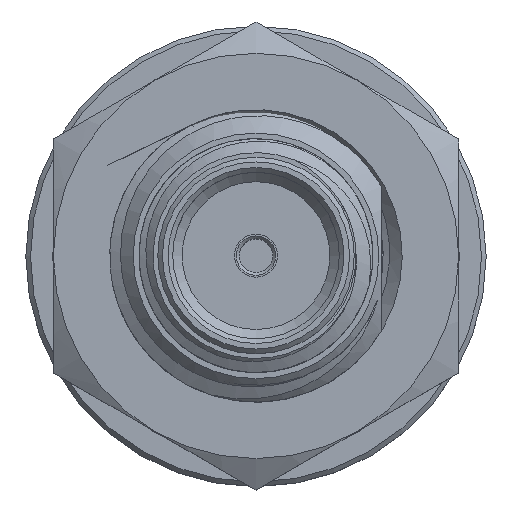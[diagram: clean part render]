
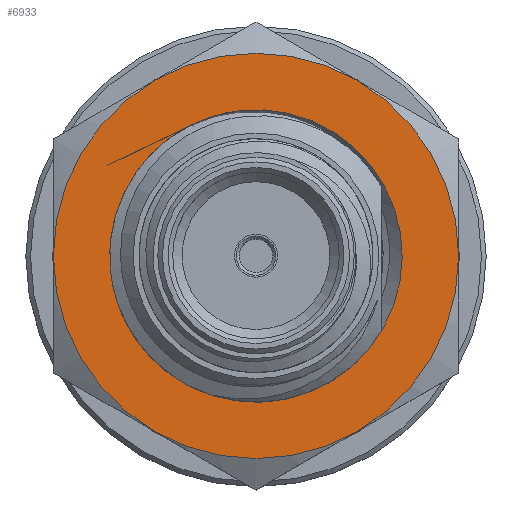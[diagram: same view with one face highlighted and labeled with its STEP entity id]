
A CAD part, top view. The second image highlights one B-rep face of the part: STEP entity #6933.
In plain terms, the highlighted planar face has unit normal (0, 0, 1).
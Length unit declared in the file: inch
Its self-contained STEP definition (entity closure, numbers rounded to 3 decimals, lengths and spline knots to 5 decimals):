
#491 = CARTESIAN_POINT ( 'NONE',  ( -0.0683, 0.14053, 0.074 ) ) ;
#726 = DIRECTION ( 'NONE',  ( 0., 0., 1. ) ) ;
#805 = ORIENTED_EDGE ( 'NONE', *, *, #2532, .T. ) ;
#863 = DIRECTION ( 'NONE',  ( 1., 0., 0. ) ) ;
#917 = CARTESIAN_POINT ( 'NONE',  ( -0.10827, -0.18753, 0.074 ) ) ;
#1635 = EDGE_CURVE ( 'NONE', #12387, #19984, #13786, .T. ) ;
#1814 = AXIS2_PLACEMENT_3D ( 'NONE', #6751, #13038, #13182 ) ;
#1881 = CARTESIAN_POINT ( 'NONE',  ( -0.069, 0.14019, 0.074 ) ) ;
#1902 = AXIS2_PLACEMENT_3D ( 'NONE', #11774, #15017, #18414 ) ;
#1962 = DIRECTION ( 'NONE',  ( 0.899, 0.437, 0. ) ) ;
#2132 = CIRCLE ( 'NONE', #3129, 0.21654 ) ;
#2297 = VERTEX_POINT ( 'NONE', #9660 ) ;
#2300 = DIRECTION ( 'NONE',  ( 0., 0., 1. ) ) ;
#2409 = CARTESIAN_POINT ( 'NONE',  ( -0.15824, 0.09682, 0.074 ) ) ;
#2456 = CARTESIAN_POINT ( 'NONE',  ( 0., 0., 0.074 ) ) ;
#2532 = EDGE_CURVE ( 'NONE', #19984, #12865, #8470, .T. ) ;
#2940 = ORIENTED_EDGE ( 'NONE', *, *, #18471, .T. ) ;
#3108 = CIRCLE ( 'NONE', #17808, 0.15625 ) ;
#3129 = AXIS2_PLACEMENT_3D ( 'NONE', #3704, #2300, #3920 ) ;
#3144 = ORIENTED_EDGE ( 'NONE', *, *, #13059, .F. ) ;
#3546 = EDGE_CURVE ( 'NONE', #10448, #20613, #12958, .T. ) ;
#3704 = CARTESIAN_POINT ( 'NONE',  ( 0., 0., 0.074 ) ) ;
#3920 = DIRECTION ( 'NONE',  ( 1., 0., 0. ) ) ;
#3996 = LINE ( 'NONE', #5480, #18875 ) ;
#4055 = DIRECTION ( 'NONE',  ( 0., 0., 1. ) ) ;
#4471 = DIRECTION ( 'NONE',  ( 0., 0., 1. ) ) ;
#4724 = CIRCLE ( 'NONE', #1814, 0.21654 ) ;
#4908 = LINE ( 'NONE', #8460, #8670 ) ;
#5044 = ORIENTED_EDGE ( 'NONE', *, *, #8888, .F. ) ;
#5480 = CARTESIAN_POINT ( 'NONE',  ( -0.18046, 0.14255, 0.074 ) ) ;
#5590 = DIRECTION ( 'NONE',  ( 1., 0., 0. ) ) ;
#5612 = CARTESIAN_POINT ( 'NONE',  ( 0., 0., 0.074 ) ) ;
#5691 = DIRECTION ( 'NONE',  ( 0.437, -0.899, 0. ) ) ;
#5883 = DIRECTION ( 'NONE',  ( 1., 0., 0. ) ) ;
#6751 = CARTESIAN_POINT ( 'NONE',  ( 0., 0., 0.074 ) ) ;
#6789 = ORIENTED_EDGE ( 'NONE', *, *, #17875, .T. ) ;
#6838 = FACE_OUTER_BOUND ( 'NONE', #17260, .T. ) ;
#6933 = ADVANCED_FACE ( 'NONE', ( #6838, #17496 ), #18193, .T. ) ;
#7095 = CARTESIAN_POINT ( 'NONE',  ( 0., 0., 0.074 ) ) ;
#7495 = CARTESIAN_POINT ( 'NONE',  ( -0.10827, 0.18753, 0.074 ) ) ;
#7627 = EDGE_CURVE ( 'NONE', #12637, #19712, #3108, .T. ) ;
#7743 = CARTESIAN_POINT ( 'NONE',  ( 0.10827, -0.18753, 0.074 ) ) ;
#8407 = ORIENTED_EDGE ( 'NONE', *, *, #1635, .T. ) ;
#8460 = CARTESIAN_POINT ( 'NONE',  ( -0.19431, 0.07929, 0.074 ) ) ;
#8470 = CIRCLE ( 'NONE', #15464, 0.21654 ) ;
#8670 = VECTOR ( 'NONE', #1962, 39.37008 ) ;
#8803 = DIRECTION ( 'NONE',  ( 0., 0., 1. ) ) ;
#8888 = EDGE_CURVE ( 'NONE', #19712, #20701, #9320, .T. ) ;
#9320 = CIRCLE ( 'NONE', #14302, 0.15625 ) ;
#9660 = CARTESIAN_POINT ( 'NONE',  ( -0.15824, 0.09682, 0.074 ) ) ;
#9753 = EDGE_LOOP ( 'NONE', ( #3144, #6789, #5044, #13160, #20640 ) ) ;
#9877 = VERTEX_POINT ( 'NONE', #917 ) ;
#10033 = CARTESIAN_POINT ( 'NONE',  ( 0.05758, -0.14525, 0.074 ) ) ;
#10448 = VERTEX_POINT ( 'NONE', #7743 ) ;
#10488 = CARTESIAN_POINT ( 'NONE',  ( 0.10827, 0.18753, 0.074 ) ) ;
#10589 = EDGE_CURVE ( 'NONE', #20613, #12387, #12578, .T. ) ;
#10955 = ORIENTED_EDGE ( 'NONE', *, *, #3546, .T. ) ;
#11363 = DIRECTION ( 'NONE',  ( -0.899, -0.437, 0. ) ) ;
#11467 = CARTESIAN_POINT ( 'NONE',  ( 0.21654, 0., 0.074 ) ) ;
#11670 = DIRECTION ( 'NONE',  ( 0., 0., 1. ) ) ;
#11774 = CARTESIAN_POINT ( 'NONE',  ( -0.21654, 0.12502, 0.074 ) ) ;
#11923 = CARTESIAN_POINT ( 'NONE',  ( 0., 0., 0.074 ) ) ;
#12116 = DIRECTION ( 'NONE',  ( 1., 0., 0. ) ) ;
#12387 = VERTEX_POINT ( 'NONE', #10488 ) ;
#12578 = CIRCLE ( 'NONE', #19200, 0.21654 ) ;
#12637 = VERTEX_POINT ( 'NONE', #1881 ) ;
#12865 = VERTEX_POINT ( 'NONE', #13693 ) ;
#12958 = CIRCLE ( 'NONE', #18612, 0.21654 ) ;
#13038 = DIRECTION ( 'NONE',  ( 0., 0., 1. ) ) ;
#13059 = EDGE_CURVE ( 'NONE', #2297, #15031, #3996, .T. ) ;
#13160 = ORIENTED_EDGE ( 'NONE', *, *, #7627, .F. ) ;
#13182 = DIRECTION ( 'NONE',  ( 1., 0., 0. ) ) ;
#13340 = EDGE_CURVE ( 'NONE', #12637, #15031, #20861, .T. ) ;
#13693 = CARTESIAN_POINT ( 'NONE',  ( -0.21654, 0., 0.074 ) ) ;
#13786 = CIRCLE ( 'NONE', #14371, 0.21654 ) ;
#14302 = AXIS2_PLACEMENT_3D ( 'NONE', #2456, #4055, #5590 ) ;
#14371 = AXIS2_PLACEMENT_3D ( 'NONE', #11923, #4471, #5883 ) ;
#14475 = EDGE_CURVE ( 'NONE', #12865, #9877, #4724, .T. ) ;
#14833 = CARTESIAN_POINT ( 'NONE',  ( 0., 0., 0.074 ) ) ;
#15017 = DIRECTION ( 'NONE',  ( 0., 0., 1. ) ) ;
#15031 = VERTEX_POINT ( 'NONE', #2409 ) ;
#15464 = AXIS2_PLACEMENT_3D ( 'NONE', #18477, #8803, #12116 ) ;
#16306 = CARTESIAN_POINT ( 'NONE',  ( -0.19431, 0.07929, 0.074 ) ) ;
#16606 = VECTOR ( 'NONE', #11363, 39.37008 ) ;
#17260 = EDGE_LOOP ( 'NONE', ( #10955, #17472, #8407, #805, #17714, #2940 ) ) ;
#17472 = ORIENTED_EDGE ( 'NONE', *, *, #10589, .T. ) ;
#17496 = FACE_BOUND ( 'NONE', #9753, .T. ) ;
#17714 = ORIENTED_EDGE ( 'NONE', *, *, #14475, .T. ) ;
#17808 = AXIS2_PLACEMENT_3D ( 'NONE', #5612, #18655, #863 ) ;
#17875 = EDGE_CURVE ( 'NONE', #2297, #20701, #4908, .T. ) ;
#18086 = DIRECTION ( 'NONE',  ( 1., 0., 0. ) ) ;
#18193 = PLANE ( 'NONE',  #1902 ) ;
#18375 = DIRECTION ( 'NONE',  ( 1., 0., 0. ) ) ;
#18414 = DIRECTION ( 'NONE',  ( 1., 0., 0. ) ) ;
#18471 = EDGE_CURVE ( 'NONE', #9877, #10448, #2132, .T. ) ;
#18477 = CARTESIAN_POINT ( 'NONE',  ( 0., 0., 0.074 ) ) ;
#18612 = AXIS2_PLACEMENT_3D ( 'NONE', #7095, #726, #18375 ) ;
#18655 = DIRECTION ( 'NONE',  ( 0., 0., 1. ) ) ;
#18875 = VECTOR ( 'NONE', #5691, 39.37008 ) ;
#19200 = AXIS2_PLACEMENT_3D ( 'NONE', #14833, #11670, #18086 ) ;
#19712 = VERTEX_POINT ( 'NONE', #10033 ) ;
#19984 = VERTEX_POINT ( 'NONE', #7495 ) ;
#20613 = VERTEX_POINT ( 'NONE', #11467 ) ;
#20640 = ORIENTED_EDGE ( 'NONE', *, *, #13340, .T. ) ;
#20701 = VERTEX_POINT ( 'NONE', #491 ) ;
#20861 = LINE ( 'NONE', #16306, #16606 ) ;
